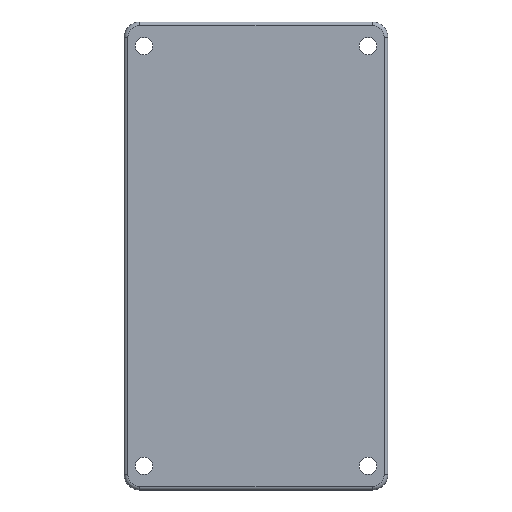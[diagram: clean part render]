
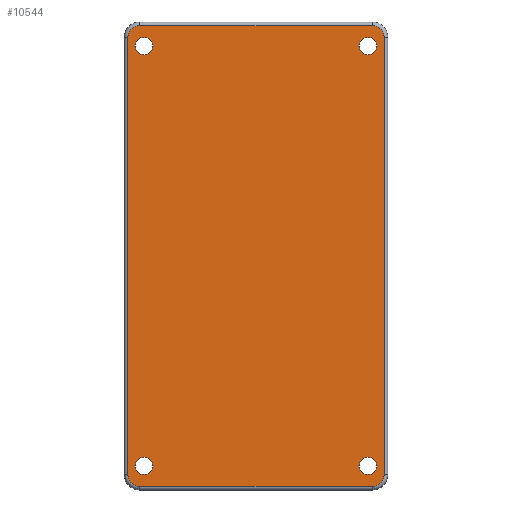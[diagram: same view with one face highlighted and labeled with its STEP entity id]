
A CAD part, front view. The second image highlights one B-rep face of the part: STEP entity #10544.
In plain terms, the highlighted planar face has unit normal (0, -1, 0).
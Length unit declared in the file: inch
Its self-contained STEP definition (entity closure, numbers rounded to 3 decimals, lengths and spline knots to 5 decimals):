
#615 = EDGE_CURVE ( 'NONE', #617, #620, #10469, .T. ) ;
#617 = VERTEX_POINT ( 'NONE', #10507 ) ;
#620 = VERTEX_POINT ( 'NONE', #10473 ) ;
#2450 = CARTESIAN_POINT ( 'NONE',  ( -0.905, 0., -1.695 ) ) ;
#2451 = AXIS2_PLACEMENT_3D ( 'NONE', #2450, #2496, #2495 ) ;
#2462 = CIRCLE ( 'NONE', #2451, 0.07 ) ;
#2488 = DIRECTION ( 'NONE',  ( 0., 0., 1. ) ) ;
#2489 = DIRECTION ( 'NONE',  ( 0., 1., 0. ) ) ;
#2490 = CARTESIAN_POINT ( 'NONE',  ( -0.905, 0., 1.695 ) ) ;
#2491 = AXIS2_PLACEMENT_3D ( 'NONE', #2490, #2489, #2488 ) ;
#2495 = DIRECTION ( 'NONE',  ( 0., 0., 1. ) ) ;
#2496 = DIRECTION ( 'NONE',  ( 0., 1., 0. ) ) ;
#2499 = CIRCLE ( 'NONE', #2491, 0.07 ) ;
#2701 = CIRCLE ( 'NONE', #2735, 0.07 ) ;
#2732 = DIRECTION ( 'NONE',  ( 0., 0., 1. ) ) ;
#2733 = DIRECTION ( 'NONE',  ( 0., 1., 0. ) ) ;
#2734 = CARTESIAN_POINT ( 'NONE',  ( 0.905, 0., 1.695 ) ) ;
#2735 = AXIS2_PLACEMENT_3D ( 'NONE', #2734, #2733, #2732 ) ;
#2995 = DIRECTION ( 'NONE',  ( -1., 0., 0. ) ) ;
#2996 = CARTESIAN_POINT ( 'NONE',  ( -0.94, 0., 1.86 ) ) ;
#3049 = CARTESIAN_POINT ( 'NONE',  ( 0.94, 0., 1.86 ) ) ;
#3055 = VECTOR ( 'NONE', #2995, 39.37008 ) ;
#3060 = LINE ( 'NONE', #2996, #3055 ) ;
#3071 = CIRCLE ( 'NONE', #3115, 0.095 ) ;
#3098 = FACE_BOUND ( 'NONE', #8589, .T. ) ;
#3099 = AXIS2_PLACEMENT_3D ( 'NONE', #3156, #3150, #3149 ) ;
#3101 = DIRECTION ( 'NONE',  ( 0., 0., 1. ) ) ;
#3102 = DIRECTION ( 'NONE',  ( 0., -1., 0. ) ) ;
#3103 = PLANE ( 'NONE',  #3099 ) ;
#3104 = FACE_OUTER_BOUND ( 'NONE', #10504, .T. ) ;
#3106 = DIRECTION ( 'NONE',  ( 0., 0., 1. ) ) ;
#3107 = VECTOR ( 'NONE', #3106, 39.37008 ) ;
#3108 = CARTESIAN_POINT ( 'NONE',  ( 1.035, 0., -1.765 ) ) ;
#3109 = CARTESIAN_POINT ( 'NONE',  ( 0.94, 0., 1.765 ) ) ;
#3110 = FACE_BOUND ( 'NONE', #10540, .T. ) ;
#3111 = CIRCLE ( 'NONE', #3120, 0.095 ) ;
#3112 = DIRECTION ( 'NONE',  ( 0., 0., 1. ) ) ;
#3113 = DIRECTION ( 'NONE',  ( 0., -1., 0. ) ) ;
#3114 = CARTESIAN_POINT ( 'NONE',  ( 0.94, 0., -1.765 ) ) ;
#3115 = AXIS2_PLACEMENT_3D ( 'NONE', #3114, #3113, #3112 ) ;
#3116 = FACE_BOUND ( 'NONE', #8877, .T. ) ;
#3117 = CARTESIAN_POINT ( 'NONE',  ( 1.035, 0., 1.765 ) ) ;
#3119 = CARTESIAN_POINT ( 'NONE',  ( -0.94, 0., 1.86 ) ) ;
#3120 = AXIS2_PLACEMENT_3D ( 'NONE', #3109, #3102, #3101 ) ;
#3121 = LINE ( 'NONE', #3108, #3107 ) ;
#3130 = DIRECTION ( 'NONE',  ( 0., 0., 1. ) ) ;
#3131 = DIRECTION ( 'NONE',  ( 0., -1., 0. ) ) ;
#3132 = CARTESIAN_POINT ( 'NONE',  ( -0.94, 0., -1.765 ) ) ;
#3133 = AXIS2_PLACEMENT_3D ( 'NONE', #3132, #3131, #3130 ) ;
#3135 = CARTESIAN_POINT ( 'NONE',  ( -0.94, 0., -1.86 ) ) ;
#3136 = LINE ( 'NONE', #3135, #3193 ) ;
#3137 = DIRECTION ( 'NONE',  ( 0., 0., -1. ) ) ;
#3138 = VECTOR ( 'NONE', #3137, 39.37008 ) ;
#3139 = CARTESIAN_POINT ( 'NONE',  ( -1.035, 0., -1.765 ) ) ;
#3140 = LINE ( 'NONE', #3139, #3138 ) ;
#3141 = CARTESIAN_POINT ( 'NONE',  ( 1.035, 0., -1.765 ) ) ;
#3142 = DIRECTION ( 'NONE',  ( 0., 0., 1. ) ) ;
#3143 = DIRECTION ( 'NONE',  ( 0., -1., 0. ) ) ;
#3144 = AXIS2_PLACEMENT_3D ( 'NONE', #3152, #3143, #3142 ) ;
#3145 = CIRCLE ( 'NONE', #3133, 0.095 ) ;
#3147 = CARTESIAN_POINT ( 'NONE',  ( -1.035, 0., -1.765 ) ) ;
#3148 = CARTESIAN_POINT ( 'NONE',  ( -1.035, 0., 1.765 ) ) ;
#3149 = DIRECTION ( 'NONE',  ( 0., 0., 1. ) ) ;
#3150 = DIRECTION ( 'NONE',  ( 0., 1., 0. ) ) ;
#3151 = CIRCLE ( 'NONE', #3144, 0.095 ) ;
#3152 = CARTESIAN_POINT ( 'NONE',  ( -0.94, 0., 1.765 ) ) ;
#3156 = CARTESIAN_POINT ( 'NONE',  ( -0.94, 0., -1.765 ) ) ;
#3157 = CARTESIAN_POINT ( 'NONE',  ( 0.94, 0., -1.86 ) ) ;
#3158 = FACE_BOUND ( 'NONE', #9122, .T. ) ;
#3192 = DIRECTION ( 'NONE',  ( 1., 0., 0. ) ) ;
#3193 = VECTOR ( 'NONE', #3192, 39.37008 ) ;
#3194 = CARTESIAN_POINT ( 'NONE',  ( -0.94, 0., -1.86 ) ) ;
#3339 = AXIS2_PLACEMENT_3D ( 'NONE', #3343, #3389, #3388 ) ;
#3343 = CARTESIAN_POINT ( 'NONE',  ( 0.905, 0., -1.695 ) ) ;
#3347 = CIRCLE ( 'NONE', #3339, 0.07 ) ;
#3388 = DIRECTION ( 'NONE',  ( 0., 0., 1. ) ) ;
#3389 = DIRECTION ( 'NONE',  ( 0., 1., 0. ) ) ;
#3750 = EDGE_CURVE ( 'NONE', #3793, #3779, #5356, .T. ) ;
#3779 = VERTEX_POINT ( 'NONE', #5721 ) ;
#3793 = VERTEX_POINT ( 'NONE', #5751 ) ;
#3892 = VERTEX_POINT ( 'NONE', #5928 ) ;
#3967 = VERTEX_POINT ( 'NONE', #6163 ) ;
#4914 = DIRECTION ( 'NONE',  ( 0., 1., 0. ) ) ;
#4917 = DIRECTION ( 'NONE',  ( 0., 0., 1. ) ) ;
#5356 = CIRCLE ( 'NONE', #5401, 0.07 ) ;
#5400 = CARTESIAN_POINT ( 'NONE',  ( -0.905, 0., 1.695 ) ) ;
#5401 = AXIS2_PLACEMENT_3D ( 'NONE', #5400, #4914, #4917 ) ;
#5721 = CARTESIAN_POINT ( 'NONE',  ( -0.905, 0., 1.765 ) ) ;
#5751 = CARTESIAN_POINT ( 'NONE',  ( -0.905, 0., 1.625 ) ) ;
#5928 = CARTESIAN_POINT ( 'NONE',  ( -0.905, 0., -1.765 ) ) ;
#6163 = CARTESIAN_POINT ( 'NONE',  ( -0.905, 0., -1.625 ) ) ;
#7655 = CIRCLE ( 'NONE', #7710, 0.07 ) ;
#7658 = CARTESIAN_POINT ( 'NONE',  ( -0.905, 0., -1.695 ) ) ;
#7702 = DIRECTION ( 'NONE',  ( 0., 0., 1. ) ) ;
#7703 = DIRECTION ( 'NONE',  ( 0., 1., 0. ) ) ;
#7710 = AXIS2_PLACEMENT_3D ( 'NONE', #7658, #7703, #7702 ) ;
#7940 = DIRECTION ( 'NONE',  ( 0., 0., 1. ) ) ;
#7941 = DIRECTION ( 'NONE',  ( 0., 1., 0. ) ) ;
#7942 = CARTESIAN_POINT ( 'NONE',  ( 0.905, 0., -1.695 ) ) ;
#7943 = AXIS2_PLACEMENT_3D ( 'NONE', #7942, #7941, #7940 ) ;
#7946 = CIRCLE ( 'NONE', #7943, 0.07 ) ;
#7949 = CARTESIAN_POINT ( 'NONE',  ( 0.905, 0., -1.625 ) ) ;
#7950 = CARTESIAN_POINT ( 'NONE',  ( 0.905, 0., -1.765 ) ) ;
#8589 = EDGE_LOOP ( 'NONE', ( #8694, #8712 ) ) ;
#8662 = EDGE_CURVE ( 'NONE', #3892, #3967, #7655, .T. ) ;
#8694 = ORIENTED_EDGE ( 'NONE', *, *, #9124, .T. ) ;
#8712 = ORIENTED_EDGE ( 'NONE', *, *, #8662, .T. ) ;
#8781 = VERTEX_POINT ( 'NONE', #7950 ) ;
#8782 = VERTEX_POINT ( 'NONE', #7949 ) ;
#8784 = EDGE_CURVE ( 'NONE', #8781, #8782, #7946, .T. ) ;
#8877 = EDGE_LOOP ( 'NONE', ( #10530, #10643 ) ) ;
#8948 = ORIENTED_EDGE ( 'NONE', *, *, #10106, .T. ) ;
#9121 = ORIENTED_EDGE ( 'NONE', *, *, #12391, .T. ) ;
#9122 = EDGE_LOOP ( 'NONE', ( #9121, #9165 ) ) ;
#9124 = EDGE_CURVE ( 'NONE', #3967, #3892, #2462, .T. ) ;
#9125 = EDGE_CURVE ( 'NONE', #3779, #3793, #2499, .T. ) ;
#9165 = ORIENTED_EDGE ( 'NONE', *, *, #8784, .T. ) ;
#10106 = EDGE_CURVE ( 'NONE', #620, #617, #2701, .T. ) ;
#10349 = ORIENTED_EDGE ( 'NONE', *, *, #615, .T. ) ;
#10450 = ORIENTED_EDGE ( 'NONE', *, *, #10559, .T. ) ;
#10451 = EDGE_CURVE ( 'NONE', #10470, #10546, #3060, .T. ) ;
#10454 = ORIENTED_EDGE ( 'NONE', *, *, #10563, .T. ) ;
#10461 = DIRECTION ( 'NONE',  ( 0., 0., 1. ) ) ;
#10463 = DIRECTION ( 'NONE',  ( 0., 1., 0. ) ) ;
#10469 = CIRCLE ( 'NONE', #10474, 0.07 ) ;
#10470 = VERTEX_POINT ( 'NONE', #3049 ) ;
#10473 = CARTESIAN_POINT ( 'NONE',  ( 0.905, 0., 1.765 ) ) ;
#10474 = AXIS2_PLACEMENT_3D ( 'NONE', #10487, #10463, #10461 ) ;
#10487 = CARTESIAN_POINT ( 'NONE',  ( 0.905, 0., 1.695 ) ) ;
#10501 = ORIENTED_EDGE ( 'NONE', *, *, #10528, .T. ) ;
#10504 = EDGE_LOOP ( 'NONE', ( #10551, #10549, #10450, #10454, #10556, #10501, #10565, #10533 ) ) ;
#10507 = CARTESIAN_POINT ( 'NONE',  ( 0.905, 0., 1.625 ) ) ;
#10527 = VERTEX_POINT ( 'NONE', #3117 ) ;
#10528 = EDGE_CURVE ( 'NONE', #10561, #10560, #3071, .T. ) ;
#10530 = ORIENTED_EDGE ( 'NONE', *, *, #9125, .T. ) ;
#10533 = ORIENTED_EDGE ( 'NONE', *, *, #10537, .T. ) ;
#10535 = EDGE_CURVE ( 'NONE', #10560, #10527, #3121, .T. ) ;
#10537 = EDGE_CURVE ( 'NONE', #10527, #10470, #3111, .T. ) ;
#10540 = EDGE_LOOP ( 'NONE', ( #8948, #10349 ) ) ;
#10544 = ADVANCED_FACE ( 'NONE', ( #3104, #3110, #3116, #3158, #3098 ), #3103, .F. ) ;
#10546 = VERTEX_POINT ( 'NONE', #3119 ) ;
#10547 = VERTEX_POINT ( 'NONE', #3148 ) ;
#10549 = ORIENTED_EDGE ( 'NONE', *, *, #10553, .T. ) ;
#10551 = ORIENTED_EDGE ( 'NONE', *, *, #10451, .T. ) ;
#10553 = EDGE_CURVE ( 'NONE', #10546, #10547, #3151, .T. ) ;
#10556 = ORIENTED_EDGE ( 'NONE', *, *, #10566, .T. ) ;
#10558 = VERTEX_POINT ( 'NONE', #3147 ) ;
#10559 = EDGE_CURVE ( 'NONE', #10547, #10558, #3140, .T. ) ;
#10560 = VERTEX_POINT ( 'NONE', #3141 ) ;
#10561 = VERTEX_POINT ( 'NONE', #3157 ) ;
#10563 = EDGE_CURVE ( 'NONE', #10558, #10569, #3145, .T. ) ;
#10565 = ORIENTED_EDGE ( 'NONE', *, *, #10535, .T. ) ;
#10566 = EDGE_CURVE ( 'NONE', #10569, #10561, #3136, .T. ) ;
#10569 = VERTEX_POINT ( 'NONE', #3194 ) ;
#10643 = ORIENTED_EDGE ( 'NONE', *, *, #3750, .T. ) ;
#12391 = EDGE_CURVE ( 'NONE', #8782, #8781, #3347, .T. ) ;
